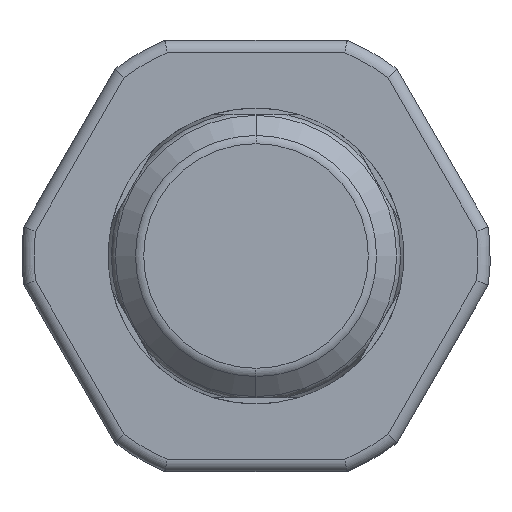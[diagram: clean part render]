
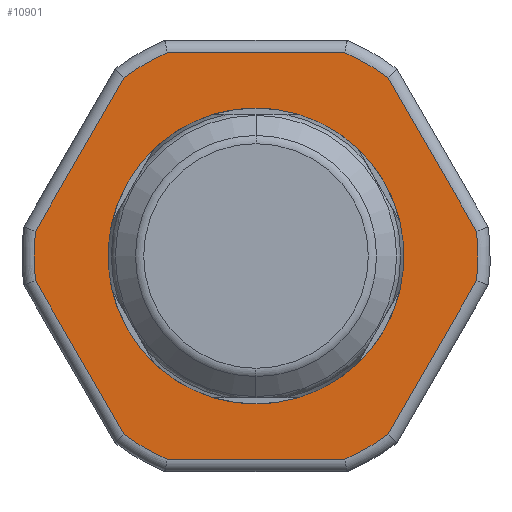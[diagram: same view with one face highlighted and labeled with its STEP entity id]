
A CAD part, front view. The second image highlights one B-rep face of the part: STEP entity #10901.
In plain terms, the highlighted planar face has unit normal (0, -1, 0).
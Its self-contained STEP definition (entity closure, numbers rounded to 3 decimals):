
#1938=CARTESIAN_POINT('',(0.,-6.05,0.));
#1939=DIRECTION('',(0.,-1.,0.));
#1940=DIRECTION('',(0.994,0.,-0.112));
#1941=AXIS2_PLACEMENT_3D('',#1938,#1939,#1940);
#1963=DIRECTION('',(-0.5,0.,-0.866));
#1964=VECTOR('',#1963,14.387);
#1965=CARTESIAN_POINT('',(-10.693,-6.05,
14.48));
#1966=LINE('',#1965,#1964);
#1967=DIRECTION('',(-1.,0.,0.));
#1968=VECTOR('',#1967,14.387);
#1969=CARTESIAN_POINT('',(7.194,-6.05,16.5));
#1970=LINE('',#1969,#1968);
#1971=DIRECTION('',(-0.5,0.,0.866));
#1972=VECTOR('',#1971,14.387);
#1973=CARTESIAN_POINT('',(17.886,-6.05,2.02));
#1974=LINE('',#1973,#1972);
#1975=DIRECTION('',(0.5,0.,0.866));
#1976=VECTOR('',#1975,14.387);
#1977=CARTESIAN_POINT('',(10.693,-6.05,
-14.48));
#1978=LINE('',#1977,#1976);
#1979=DIRECTION('',(1.,0.,0.));
#1980=VECTOR('',#1979,14.387);
#1981=CARTESIAN_POINT('',(-7.194,-6.05,-16.5));
#1982=LINE('',#1981,#1980);
#1983=DIRECTION('',(0.5,0.,-0.866));
#1984=VECTOR('',#1983,14.387);
#1985=CARTESIAN_POINT('',(-17.886,-6.05,
-2.02));
#1986=LINE('',#1985,#1984);
#2002=CARTESIAN_POINT('',(0.,-6.05,0.));
#2003=DIRECTION('',(0.,-1.,0.));
#2004=DIRECTION('',(-0.994,0.,0.112));
#2005=AXIS2_PLACEMENT_3D('',#2002,#2003,#2004);
#2044=CARTESIAN_POINT('',(0.,-6.05,0.));
#2045=DIRECTION('',(0.,-1.,0.));
#2046=DIRECTION('',(-0.594,0.,-0.804));
#2047=AXIS2_PLACEMENT_3D('',#2044,#2045,#2046);
#2086=CARTESIAN_POINT('',(0.,-6.05,0.));
#2087=DIRECTION('',(0.,-1.,0.));
#2088=DIRECTION('',(0.4,0.,-0.917));
#2089=AXIS2_PLACEMENT_3D('',#2086,#2087,#2088);
#2130=CARTESIAN_POINT('',(0.,-6.05,0.));
#2131=DIRECTION('',(0.,-1.,0.));
#2132=DIRECTION('',(-0.4,0.,0.917));
#2133=AXIS2_PLACEMENT_3D('',#2130,#2131,#2132);
#2172=CARTESIAN_POINT('',(0.,-6.05,0.));
#2173=DIRECTION('',(0.,-1.,0.));
#2174=DIRECTION('',(0.594,0.,0.804));
#2175=AXIS2_PLACEMENT_3D('',#2172,#2173,#2174);
#2214=DIRECTION('',(0.866,0.,-0.5));
#2215=VECTOR('',#2214,4.073);
#2216=CARTESIAN_POINT('',(-7.264,-6.05,
-8.508));
#2217=LINE('',#2216,#2215);
#2237=CARTESIAN_POINT('',(0.,-6.05,0.));
#2238=DIRECTION('',(0.,-1.,0.));
#2239=DIRECTION('',(-0.983,0.,-0.182));
#2240=AXIS2_PLACEMENT_3D('',#2237,#2238,#2239);
#2295=DIRECTION('',(0.,0.,-1.));
#2296=VECTOR('',#2295,4.073);
#2297=CARTESIAN_POINT('',(-11.,-6.05,2.037));
#2298=LINE('',#2297,#2296);
#2299=CARTESIAN_POINT('',(0.,-6.05,0.));
#2300=DIRECTION('',(0.,-1.,0.));
#2301=DIRECTION('',(-0.649,0.,0.761));
#2302=AXIS2_PLACEMENT_3D('',#2299,#2300,#2301);
#2357=DIRECTION('',(-0.866,0.,-0.5));
#2358=VECTOR('',#2357,4.073);
#2359=CARTESIAN_POINT('',(-3.736,-6.05,
10.545));
#2360=LINE('',#2359,#2358);
#2419=CARTESIAN_POINT('',(0.,-6.05,0.));
#2420=DIRECTION('',(0.,-1.,0.));
#2421=DIRECTION('',(0.334,0.,0.943));
#2422=AXIS2_PLACEMENT_3D('',#2419,#2420,#2421);
#2477=DIRECTION('',(-0.866,0.,0.5));
#2478=VECTOR('',#2477,4.073);
#2479=CARTESIAN_POINT('',(7.264,-6.05,8.508));
#2480=LINE('',#2479,#2478);
#2481=CARTESIAN_POINT('',(0.,-6.05,0.));
#2482=DIRECTION('',(0.,-1.,0.));
#2483=DIRECTION('',(0.983,0.,0.182));
#2484=AXIS2_PLACEMENT_3D('',#2481,#2482,#2483);
#2539=DIRECTION('',(0.,0.,1.));
#2540=VECTOR('',#2539,4.073);
#2541=CARTESIAN_POINT('',(11.,-6.05,-2.037));
#2542=LINE('',#2541,#2540);
#2543=CARTESIAN_POINT('',(0.,-6.05,0.));
#2544=DIRECTION('',(0.,-1.,0.));
#2545=DIRECTION('',(0.649,0.,-0.761));
#2546=AXIS2_PLACEMENT_3D('',#2543,#2544,#2545);
#2601=DIRECTION('',(0.866,0.,0.5));
#2602=VECTOR('',#2601,4.073);
#2603=CARTESIAN_POINT('',(3.736,-6.05,
-10.545));
#2604=LINE('',#2603,#2602);
#2605=CARTESIAN_POINT('',(0.,-6.05,0.));
#2606=DIRECTION('',(0.,-1.,0.));
#2607=DIRECTION('',(-0.334,0.,-0.943));
#2608=AXIS2_PLACEMENT_3D('',#2605,#2606,#2607);
#7044=CARTESIAN_POINT('',(-10.693,-6.05,
14.48));
#7045=CARTESIAN_POINT('',(-17.886,-6.05,
2.02));
#7046=VERTEX_POINT('',#7044);
#7047=VERTEX_POINT('',#7045);
#7056=CARTESIAN_POINT('',(-17.886,-6.05,
-2.02));
#7057=CARTESIAN_POINT('',(-10.693,-6.05,
-14.48));
#7058=VERTEX_POINT('',#7056);
#7059=VERTEX_POINT('',#7057);
#7064=CARTESIAN_POINT('',(-7.194,-6.05,-16.5));
#7065=CARTESIAN_POINT('',(7.194,-6.05,-16.5));
#7066=VERTEX_POINT('',#7064);
#7067=VERTEX_POINT('',#7065);
#7068=CARTESIAN_POINT('',(10.693,-6.05,
-14.48));
#7069=CARTESIAN_POINT('',(17.886,-6.05,
-2.02));
#7070=VERTEX_POINT('',#7068);
#7071=VERTEX_POINT('',#7069);
#7080=CARTESIAN_POINT('',(17.886,-6.05,2.02));
#7081=CARTESIAN_POINT('',(10.693,-6.05,14.48));
#7082=VERTEX_POINT('',#7080);
#7083=VERTEX_POINT('',#7081);
#7084=CARTESIAN_POINT('',(7.194,-6.05,16.5));
#7085=CARTESIAN_POINT('',(-7.194,-6.05,16.5));
#7086=VERTEX_POINT('',#7084);
#7087=VERTEX_POINT('',#7085);
#7199=CARTESIAN_POINT('',(-7.264,-6.05,
-8.508));
#7200=CARTESIAN_POINT('',(-3.736,-6.05,
-10.545));
#7201=VERTEX_POINT('',#7199);
#7202=VERTEX_POINT('',#7200);
#7203=CARTESIAN_POINT('',(3.736,-6.05,
-10.545));
#7204=CARTESIAN_POINT('',(7.264,-6.05,
-8.508));
#7205=VERTEX_POINT('',#7203);
#7206=VERTEX_POINT('',#7204);
#7207=CARTESIAN_POINT('',(11.,-6.05,-2.037));
#7208=CARTESIAN_POINT('',(11.,-6.05,2.037));
#7209=VERTEX_POINT('',#7207);
#7210=VERTEX_POINT('',#7208);
#7211=CARTESIAN_POINT('',(7.264,-6.05,8.508));
#7212=CARTESIAN_POINT('',(3.736,-6.05,10.545));
#7213=VERTEX_POINT('',#7211);
#7214=VERTEX_POINT('',#7212);
#7215=CARTESIAN_POINT('',(-3.736,-6.05,
10.545));
#7216=VERTEX_POINT('',#7215);
#7217=CARTESIAN_POINT('',(-7.264,-6.05,
8.508));
#7218=VERTEX_POINT('',#7217);
#7219=CARTESIAN_POINT('',(-11.,-6.05,2.037));
#7220=CARTESIAN_POINT('',(-11.,-6.05,-2.037));
#7221=VERTEX_POINT('',#7219);
#7222=VERTEX_POINT('',#7220);
#10846=CARTESIAN_POINT('',(0.,-6.05,0.));
#10847=DIRECTION('',(0.,1.,0.));
#10848=DIRECTION('',(0.,0.,1.));
#10849=AXIS2_PLACEMENT_3D('',#10846,#10847,#10848);
#10850=PLANE('',#10849);
#10852=ORIENTED_EDGE('',*,*,#10851,.F.);
#10854=ORIENTED_EDGE('',*,*,#10853,.F.);
#10856=ORIENTED_EDGE('',*,*,#10855,.F.);
#10858=ORIENTED_EDGE('',*,*,#10857,.F.);
#10860=ORIENTED_EDGE('',*,*,#10859,.F.);
#10861=ORIENTED_EDGE('',*,*,#10810,.F.);
#10862=ORIENTED_EDGE('',*,*,#10829,.F.);
#10864=ORIENTED_EDGE('',*,*,#10863,.F.);
#10866=ORIENTED_EDGE('',*,*,#10865,.F.);
#10868=ORIENTED_EDGE('',*,*,#10867,.F.);
#10870=ORIENTED_EDGE('',*,*,#10869,.F.);
#10872=ORIENTED_EDGE('',*,*,#10871,.F.);
#10873=EDGE_LOOP('',(#10852,#10854,#10856,#10858,#10860,#10861,#10862,#10864,
#10866,#10868,#10870,#10872));
#10874=FACE_OUTER_BOUND('',#10873,.F.);
#10876=ORIENTED_EDGE('',*,*,#10875,.T.);
#10878=ORIENTED_EDGE('',*,*,#10877,.T.);
#10880=ORIENTED_EDGE('',*,*,#10879,.T.);
#10882=ORIENTED_EDGE('',*,*,#10881,.T.);
#10884=ORIENTED_EDGE('',*,*,#10883,.T.);
#10886=ORIENTED_EDGE('',*,*,#10885,.T.);
#10888=ORIENTED_EDGE('',*,*,#10887,.T.);
#10890=ORIENTED_EDGE('',*,*,#10889,.T.);
#10892=ORIENTED_EDGE('',*,*,#10891,.T.);
#10894=ORIENTED_EDGE('',*,*,#10893,.T.);
#10896=ORIENTED_EDGE('',*,*,#10895,.T.);
#10898=ORIENTED_EDGE('',*,*,#10897,.T.);
#10899=EDGE_LOOP('',(#10876,#10878,#10880,#10882,#10884,#10886,#10888,#10890,
#10892,#10894,#10896,#10898));
#10900=FACE_BOUND('',#10899,.F.);
#1942=CIRCLE('',#1941,18.);
#2006=CIRCLE('',#2005,18.);
#2048=CIRCLE('',#2047,18.);
#2090=CIRCLE('',#2089,18.);
#2134=CIRCLE('',#2133,18.);
#2176=CIRCLE('',#2175,18.);
#2241=CIRCLE('',#2240,11.187);
#2303=CIRCLE('',#2302,11.187);
#2423=CIRCLE('',#2422,11.187);
#2485=CIRCLE('',#2484,11.187);
#2547=CIRCLE('',#2546,11.187);
#2609=CIRCLE('',#2608,11.187);
#10810=EDGE_CURVE('',#7071,#7082,#1942,.T.);
#10829=EDGE_CURVE('',#7070,#7071,#1978,.T.);
#10851=EDGE_CURVE('',#7046,#7047,#1966,.T.);
#10853=EDGE_CURVE('',#7087,#7046,#2134,.T.);
#10855=EDGE_CURVE('',#7086,#7087,#1970,.T.);
#10857=EDGE_CURVE('',#7083,#7086,#2176,.T.);
#10859=EDGE_CURVE('',#7082,#7083,#1974,.T.);
#10863=EDGE_CURVE('',#7067,#7070,#2090,.T.);
#10865=EDGE_CURVE('',#7066,#7067,#1982,.T.);
#10867=EDGE_CURVE('',#7059,#7066,#2048,.T.);
#10869=EDGE_CURVE('',#7058,#7059,#1986,.T.);
#10871=EDGE_CURVE('',#7047,#7058,#2006,.T.);
#10875=EDGE_CURVE('',#7201,#7202,#2217,.T.);
#10877=EDGE_CURVE('',#7202,#7205,#2609,.T.);
#10879=EDGE_CURVE('',#7205,#7206,#2604,.T.);
#10881=EDGE_CURVE('',#7206,#7209,#2547,.T.);
#10883=EDGE_CURVE('',#7209,#7210,#2542,.T.);
#10885=EDGE_CURVE('',#7210,#7213,#2485,.T.);
#10887=EDGE_CURVE('',#7213,#7214,#2480,.T.);
#10889=EDGE_CURVE('',#7214,#7216,#2423,.T.);
#10891=EDGE_CURVE('',#7216,#7218,#2360,.T.);
#10893=EDGE_CURVE('',#7218,#7221,#2303,.T.);
#10895=EDGE_CURVE('',#7221,#7222,#2298,.T.);
#10897=EDGE_CURVE('',#7222,#7201,#2241,.T.);
#10901=ADVANCED_FACE('',(#10874,#10900),#10850,.F.);
